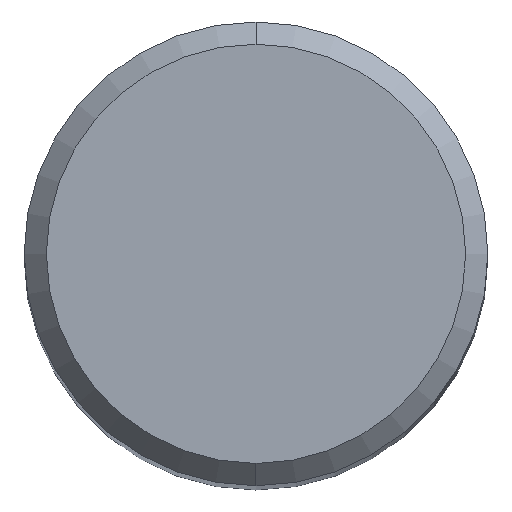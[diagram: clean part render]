
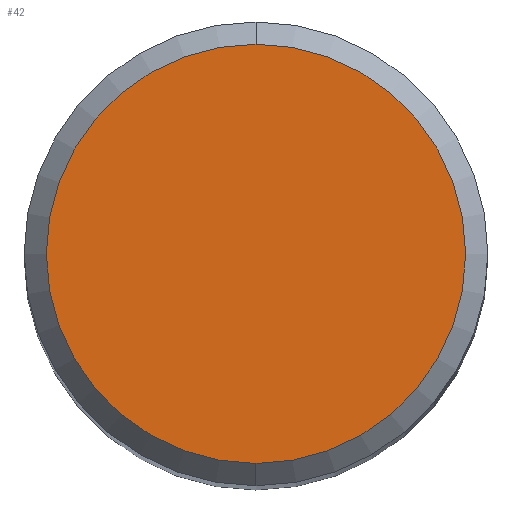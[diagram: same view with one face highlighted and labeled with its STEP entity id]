
A CAD part, top view. The second image highlights one B-rep face of the part: STEP entity #42.
In plain terms, the highlighted planar face has unit normal (0, 0, 1).
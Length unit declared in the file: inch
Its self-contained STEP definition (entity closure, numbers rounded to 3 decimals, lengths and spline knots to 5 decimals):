
#20 = DIRECTION ( 'NONE',  ( 0., 0., -1. ) ) ;
#42 = ADVANCED_FACE ( 'NONE', ( #62 ), #217, .F. ) ;
#43 = DIRECTION ( 'NONE',  ( 0., 0., 1. ) ) ;
#62 = FACE_OUTER_BOUND ( 'NONE', #284, .T. ) ;
#87 = CARTESIAN_POINT ( 'NONE',  ( 0., -0.14125, 0. ) ) ;
#89 = EDGE_CURVE ( 'NONE', #399, #260, #193, .T. ) ;
#134 = ORIENTED_EDGE ( 'NONE', *, *, #196, .T. ) ;
#148 = AXIS2_PLACEMENT_3D ( 'NONE', #501, #331, #498 ) ;
#172 = ORIENTED_EDGE ( 'NONE', *, *, #89, .T. ) ;
#180 = DIRECTION ( 'NONE',  ( 0., 1., 0. ) ) ;
#193 = CIRCLE ( 'NONE', #148, 0.14125 ) ;
#196 = EDGE_CURVE ( 'NONE', #260, #399, #326, .T. ) ;
#201 = AXIS2_PLACEMENT_3D ( 'NONE', #503, #20, #180 ) ;
#217 = PLANE ( 'NONE',  #201 ) ;
#260 = VERTEX_POINT ( 'NONE', #87 ) ;
#284 = EDGE_LOOP ( 'NONE', ( #172, #134 ) ) ;
#326 = CIRCLE ( 'NONE', #426, 0.14125 ) ;
#331 = DIRECTION ( 'NONE',  ( 0., 0., 1. ) ) ;
#357 = CARTESIAN_POINT ( 'NONE',  ( 0., 0.14125, 0. ) ) ;
#399 = VERTEX_POINT ( 'NONE', #357 ) ;
#426 = AXIS2_PLACEMENT_3D ( 'NONE', #505, #43, #475 ) ;
#475 = DIRECTION ( 'NONE',  ( 0., -1., 0. ) ) ;
#498 = DIRECTION ( 'NONE',  ( 0., -1., 0. ) ) ;
#501 = CARTESIAN_POINT ( 'NONE',  ( 0., 0., 0. ) ) ;
#503 = CARTESIAN_POINT ( 'NONE',  ( 0., 0.14125, 0. ) ) ;
#505 = CARTESIAN_POINT ( 'NONE',  ( 0., 0., 0. ) ) ;
